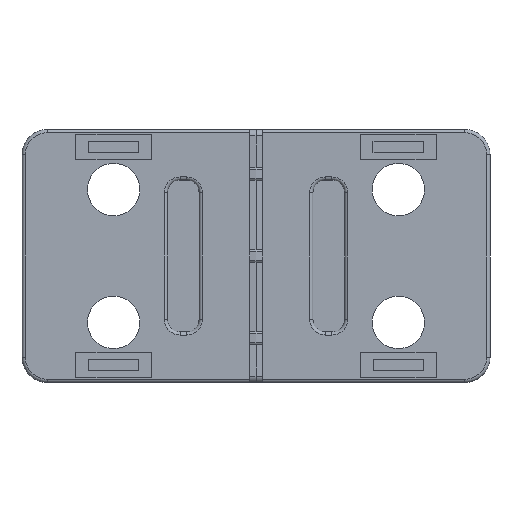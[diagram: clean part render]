
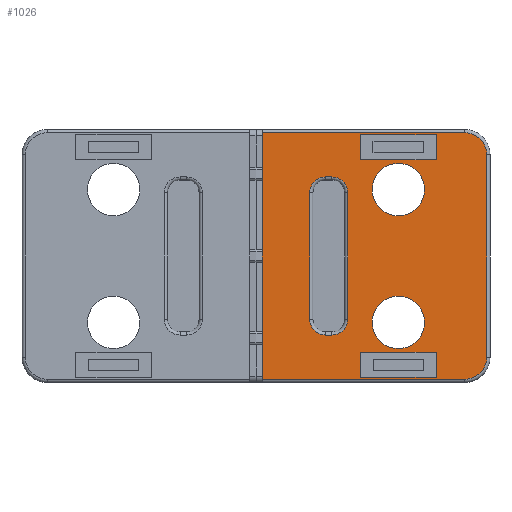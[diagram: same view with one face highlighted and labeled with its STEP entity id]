
A CAD part, front view. The second image highlights one B-rep face of the part: STEP entity #1026.
In plain terms, the highlighted planar face has unit normal (0, -1, 0).
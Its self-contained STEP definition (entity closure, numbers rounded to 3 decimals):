
#114=CARTESIAN_POINT('',(38.371,-11.98,4.0));
#115=VERTEX_POINT('',#114);
#123=CARTESIAN_POINT('',(34.871,-11.98,0.5));
#124=VERTEX_POINT('',#123);
#125=CARTESIAN_POINT('',(34.871,-11.98,4.0));
#126=DIRECTION('',(0.,1.0,0.));
#127=DIRECTION('',(0.707,0.,-0.707));
#128=AXIS2_PLACEMENT_3D('',#125,#126,#127);
#129=CIRCLE('',#128,3.5);
#130=EDGE_CURVE('',#115,#124,#129,.T.);
#158=CARTESIAN_POINT('',(38.371,-11.98,36.0));
#159=VERTEX_POINT('',#158);
#167=CARTESIAN_POINT('',(38.371,-11.98,36.0));
#168=DIRECTION('',(0.0,0.0,-1.0));
#169=VECTOR('',#168,32.0);
#170=LINE('',#167,#169);
#171=EDGE_CURVE('',#159,#115,#170,.T.);
#188=CARTESIAN_POINT('',(2.871,-11.98,0.5));
#189=VERTEX_POINT('',#188);
#206=CARTESIAN_POINT('',(34.871,-11.98,0.5));
#207=DIRECTION('',(-1.0,0.0,0.0));
#208=VECTOR('',#207,32.);
#209=LINE('',#206,#208);
#210=EDGE_CURVE('',#124,#189,#209,.T.);
#222=CARTESIAN_POINT('',(34.871,-11.98,39.5));
#223=VERTEX_POINT('',#222);
#231=CARTESIAN_POINT('',(34.871,-11.98,36.0));
#232=DIRECTION('',(0.,1.0,0.));
#233=DIRECTION('',(0.707,0.,0.707));
#234=AXIS2_PLACEMENT_3D('',#231,#232,#233);
#235=CIRCLE('',#234,3.5);
#236=EDGE_CURVE('',#223,#159,#235,.T.);
#256=CARTESIAN_POINT('',(2.871,-11.98,39.5));
#257=VERTEX_POINT('',#256);
#265=CARTESIAN_POINT('',(2.871,-11.98,39.5));
#266=DIRECTION('',(1.0,0.0,0.0));
#267=VECTOR('',#266,32.);
#268=LINE('',#265,#267);
#269=EDGE_CURVE('',#257,#223,#268,.T.);
#486=CARTESIAN_POINT('',(2.871,-11.98,0.5));
#487=DIRECTION('',(0.0,0.0,1.0));
#488=VECTOR('',#487,39.0);
#489=LINE('',#486,#488);
#490=EDGE_CURVE('',#189,#257,#489,.T.);
#549=CARTESIAN_POINT('',(10.371,-11.98,30.0));
#550=VERTEX_POINT('',#549);
#569=CARTESIAN_POINT('',(12.871,-11.98,32.5));
#570=VERTEX_POINT('',#569);
#578=CARTESIAN_POINT('',(12.871,-11.98,30.));
#579=DIRECTION('',(0.,-1.,0.));
#580=DIRECTION('',(-0.707,0.,0.707));
#581=AXIS2_PLACEMENT_3D('',#578,#579,#580);
#582=CIRCLE('',#581,2.5);
#583=EDGE_CURVE('',#570,#550,#582,.T.);
#593=CARTESIAN_POINT('',(10.371,-11.98,10.0));
#594=VERTEX_POINT('',#593);
#611=CARTESIAN_POINT('',(10.371,-11.98,30.0));
#612=DIRECTION('',(0.0,0.0,-1.0));
#613=VECTOR('',#612,20.0);
#614=LINE('',#611,#613);
#615=EDGE_CURVE('',#550,#594,#614,.T.);
#627=CARTESIAN_POINT('',(13.871,-11.98,32.5));
#628=VERTEX_POINT('',#627);
#636=CARTESIAN_POINT('',(13.871,-11.98,32.5));
#637=DIRECTION('',(-1.0,0.0,0.0));
#638=VECTOR('',#637,1.);
#639=LINE('',#636,#638);
#640=EDGE_CURVE('',#628,#570,#639,.T.);
#657=CARTESIAN_POINT('',(12.871,-11.98,7.5));
#658=VERTEX_POINT('',#657);
#676=CARTESIAN_POINT('',(12.871,-11.98,10.0));
#677=DIRECTION('',(0.,-1.0,0.));
#678=DIRECTION('',(-0.707,0.,-0.707));
#679=AXIS2_PLACEMENT_3D('',#676,#677,#678);
#680=CIRCLE('',#679,2.5);
#681=EDGE_CURVE('',#594,#658,#680,.T.);
#693=CARTESIAN_POINT('',(16.371,-11.98,30.0));
#694=VERTEX_POINT('',#693);
#702=CARTESIAN_POINT('',(13.871,-11.98,30.));
#703=DIRECTION('',(0.,-1.0,0.));
#704=DIRECTION('',(0.707,0.,0.707));
#705=AXIS2_PLACEMENT_3D('',#702,#703,#704);
#706=CIRCLE('',#705,2.5);
#707=EDGE_CURVE('',#694,#628,#706,.T.);
#725=CARTESIAN_POINT('',(13.871,-11.98,7.5));
#726=VERTEX_POINT('',#725);
#743=CARTESIAN_POINT('',(12.871,-11.98,7.5));
#744=DIRECTION('',(1.0,0.0,0.0));
#745=VECTOR('',#744,1.);
#746=LINE('',#743,#745);
#747=EDGE_CURVE('',#658,#726,#746,.T.);
#759=CARTESIAN_POINT('',(16.371,-11.98,10.0));
#760=VERTEX_POINT('',#759);
#768=CARTESIAN_POINT('',(16.371,-11.98,10.0));
#769=DIRECTION('',(0.0,0.0,1.0));
#770=VECTOR('',#769,20.0);
#771=LINE('',#768,#770);
#772=EDGE_CURVE('',#760,#694,#771,.T.);
#790=CARTESIAN_POINT('',(13.871,-11.98,10.));
#791=DIRECTION('',(0.,-1.0,0.));
#792=DIRECTION('',(0.707,0.,-0.707));
#793=AXIS2_PLACEMENT_3D('',#790,#791,#792);
#794=CIRCLE('',#793,2.5);
#795=EDGE_CURVE('',#726,#760,#794,.T.);
#913=CARTESIAN_POINT('',(38.871,-11.98,0.0));
#914=DIRECTION('',(0.0,-1.0,0.0));
#915=DIRECTION('',(0.0,0.0,-1.0));
#916=AXIS2_PLACEMENT_3D('',#913,#914,#915);
#917=PLANE('',#916);
#918=ORIENTED_EDGE('',*,*,#269,.F.);
#919=ORIENTED_EDGE('',*,*,#490,.F.);
#920=ORIENTED_EDGE('',*,*,#210,.F.);
#921=ORIENTED_EDGE('',*,*,#130,.F.);
#922=ORIENTED_EDGE('',*,*,#171,.F.);
#923=ORIENTED_EDGE('',*,*,#236,.F.);
#924=EDGE_LOOP('',(#918,#919,#920,#921,#922,#923));
#925=FACE_OUTER_BOUND('',#924,.T.);
#926=CARTESIAN_POINT('',(28.521,-11.98,9.5));
#927=VERTEX_POINT('',#926);
#928=CARTESIAN_POINT('',(24.371,-11.98,9.5));
#929=DIRECTION('',(0.0,1.0,0.0));
#930=DIRECTION('',(1.0,0.0,0.0));
#931=AXIS2_PLACEMENT_3D('',#928,#929,#930);
#932=CIRCLE('',#931,4.15);
#933=EDGE_CURVE('',#927,#927,#932,.T.);
#934=ORIENTED_EDGE('',*,*,#933,.T.);
#935=EDGE_LOOP('',(#934));
#936=FACE_BOUND('',#935,.T.);
#937=CARTESIAN_POINT('',(28.521,-11.98,30.5));
#938=VERTEX_POINT('',#937);
#939=CARTESIAN_POINT('',(24.371,-11.98,30.5));
#940=DIRECTION('',(0.0,1.0,0.0));
#941=DIRECTION('',(1.0,0.0,0.0));
#942=AXIS2_PLACEMENT_3D('',#939,#940,#941);
#943=CIRCLE('',#942,4.15);
#944=EDGE_CURVE('',#938,#938,#943,.T.);
#945=ORIENTED_EDGE('',*,*,#944,.T.);
#946=EDGE_LOOP('',(#945));
#947=FACE_BOUND('',#946,.T.);
#948=CARTESIAN_POINT('',(18.371,-11.98,0.8));
#949=VERTEX_POINT('',#948);
#950=CARTESIAN_POINT('',(18.371,-11.98,4.8));
#951=VERTEX_POINT('',#950);
#952=CARTESIAN_POINT('',(18.371,-11.98,0.8));
#953=DIRECTION('',(0.0,0.0,1.0));
#954=VECTOR('',#953,4.);
#955=LINE('',#952,#954);
#956=EDGE_CURVE('',#949,#951,#955,.T.);
#957=ORIENTED_EDGE('',*,*,#956,.T.);
#958=CARTESIAN_POINT('',(30.371,-11.98,4.8));
#959=VERTEX_POINT('',#958);
#960=CARTESIAN_POINT('',(18.371,-11.98,4.8));
#961=DIRECTION('',(1.0,0.0,0.0));
#962=VECTOR('',#961,12.);
#963=LINE('',#960,#962);
#964=EDGE_CURVE('',#951,#959,#963,.T.);
#965=ORIENTED_EDGE('',*,*,#964,.T.);
#966=CARTESIAN_POINT('',(30.371,-11.98,0.8));
#967=VERTEX_POINT('',#966);
#968=CARTESIAN_POINT('',(30.371,-11.98,4.8));
#969=DIRECTION('',(0.0,0.0,-1.0));
#970=VECTOR('',#969,4.);
#971=LINE('',#968,#970);
#972=EDGE_CURVE('',#959,#967,#971,.T.);
#973=ORIENTED_EDGE('',*,*,#972,.T.);
#974=CARTESIAN_POINT('',(30.371,-11.98,0.8));
#975=DIRECTION('',(-1.0,0.0,0.0));
#976=VECTOR('',#975,12.);
#977=LINE('',#974,#976);
#978=EDGE_CURVE('',#967,#949,#977,.T.);
#979=ORIENTED_EDGE('',*,*,#978,.T.);
#980=EDGE_LOOP('',(#957,#965,#973,#979));
#981=FACE_BOUND('',#980,.T.);
#982=CARTESIAN_POINT('',(18.371,-11.98,35.2));
#983=VERTEX_POINT('',#982);
#984=CARTESIAN_POINT('',(18.371,-11.98,39.2));
#985=VERTEX_POINT('',#984);
#986=CARTESIAN_POINT('',(18.371,-11.98,35.2));
#987=DIRECTION('',(0.0,0.0,1.0));
#988=VECTOR('',#987,4.0);
#989=LINE('',#986,#988);
#990=EDGE_CURVE('',#983,#985,#989,.T.);
#991=ORIENTED_EDGE('',*,*,#990,.T.);
#992=CARTESIAN_POINT('',(30.371,-11.98,39.2));
#993=VERTEX_POINT('',#992);
#994=CARTESIAN_POINT('',(18.371,-11.98,39.2));
#995=DIRECTION('',(1.0,0.0,0.0));
#996=VECTOR('',#995,12.);
#997=LINE('',#994,#996);
#998=EDGE_CURVE('',#985,#993,#997,.T.);
#999=ORIENTED_EDGE('',*,*,#998,.T.);
#1000=CARTESIAN_POINT('',(30.371,-11.98,35.2));
#1001=VERTEX_POINT('',#1000);
#1002=CARTESIAN_POINT('',(30.371,-11.98,39.2));
#1003=DIRECTION('',(0.0,0.0,-1.0));
#1004=VECTOR('',#1003,4.);
#1005=LINE('',#1002,#1004);
#1006=EDGE_CURVE('',#993,#1001,#1005,.T.);
#1007=ORIENTED_EDGE('',*,*,#1006,.T.);
#1008=CARTESIAN_POINT('',(30.371,-11.98,35.2));
#1009=DIRECTION('',(-1.0,0.0,0.0));
#1010=VECTOR('',#1009,12.);
#1011=LINE('',#1008,#1010);
#1012=EDGE_CURVE('',#1001,#983,#1011,.T.);
#1013=ORIENTED_EDGE('',*,*,#1012,.T.);
#1014=EDGE_LOOP('',(#991,#999,#1007,#1013));
#1015=FACE_BOUND('',#1014,.T.);
#1016=ORIENTED_EDGE('',*,*,#583,.F.);
#1017=ORIENTED_EDGE('',*,*,#640,.F.);
#1018=ORIENTED_EDGE('',*,*,#707,.F.);
#1019=ORIENTED_EDGE('',*,*,#772,.F.);
#1020=ORIENTED_EDGE('',*,*,#795,.F.);
#1021=ORIENTED_EDGE('',*,*,#747,.F.);
#1022=ORIENTED_EDGE('',*,*,#681,.F.);
#1023=ORIENTED_EDGE('',*,*,#615,.F.);
#1024=EDGE_LOOP('',(#1016,#1017,#1018,#1019,#1020,#1021,#1022,#1023));
#1025=FACE_BOUND('',#1024,.T.);
#1026=ADVANCED_FACE('',(#925,#936,#947,#981,#1015,#1025),#917,.T.);
